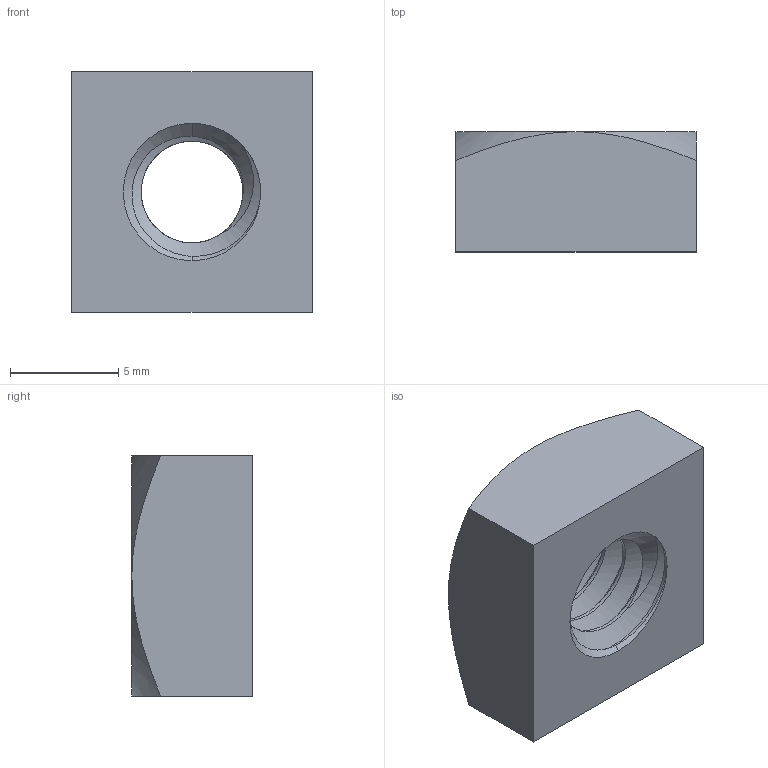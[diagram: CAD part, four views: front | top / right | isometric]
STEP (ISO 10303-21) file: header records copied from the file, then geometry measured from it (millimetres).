
FILE_DESCRIPTION (( 'STEP AP203' ), '1' );
FILE_NAME ('90043A029.step', '2015-02-23T22:15:08', ( '' ), ( '' ), 'SwSTEP 2.0', 'SolidWorks 2010', '' );
FILE_SCHEMA (( 'CONFIG_CONTROL_DESIGN' ));
Length unit declared in the file: inch
Products named in the file (1): 90043A029
Bounding box: 11.11 x 5.56 x 11.11 mm (x, y, z)
Volume: 536.4 mm3; surface area: 580.1 mm2
Topology: 1 solids, 1 shells, 29 faces, 72 edges, 45 vertices
Faces by surface type: cone 10, cylinder 10, plane 6, bspline 3
Entity records: 1807 total; most frequent: CARTESIAN_POINT 1139, ORIENTED_EDGE 144, DIRECTION 97, EDGE_CURVE 72, VERTEX_POINT 45, AXIS2_PLACEMENT_3D 38, EDGE_LOOP 31, ADVANCED_FACE 29
